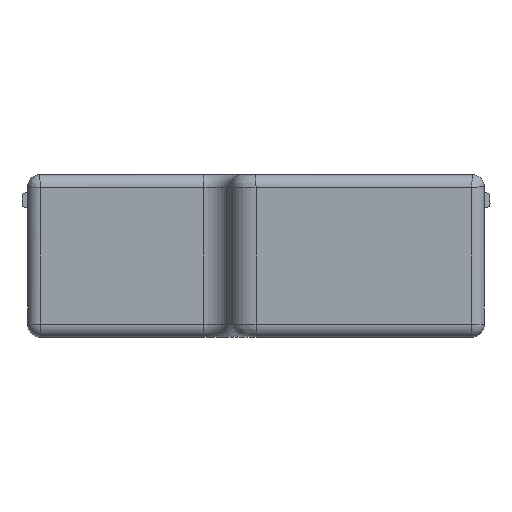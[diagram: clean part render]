
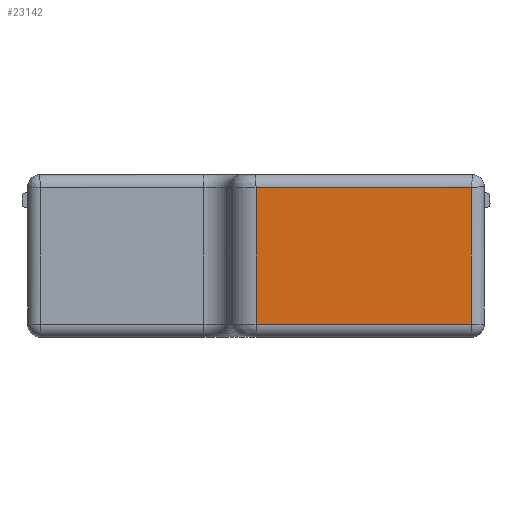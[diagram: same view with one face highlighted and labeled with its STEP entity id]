
A CAD part, left-side view. The second image highlights one B-rep face of the part: STEP entity #23142.
In plain terms, the highlighted planar face has unit normal (-1, 0, 0).
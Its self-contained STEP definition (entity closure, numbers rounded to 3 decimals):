
#1303=PLANE('',#24927);
#2486=FACE_OUTER_BOUND('',#3733,.T.);
#3733=EDGE_LOOP('',(#21725,#21726,#21727,#21728));
#6761=LINE('',#40908,#9448);
#6830=LINE('',#41353,#9517);
#6836=LINE('',#41385,#9523);
#6849=LINE('',#41449,#9536);
#9448=VECTOR('',#30709,10.);
#9517=VECTOR('',#30980,10.);
#9523=VECTOR('',#31010,10.);
#9536=VECTOR('',#31071,10.);
#11633=VERTEX_POINT('',#40884);
#11635=VERTEX_POINT('',#40906);
#11719=VERTEX_POINT('',#41343);
#11725=VERTEX_POINT('',#41381);
#14886=EDGE_CURVE('',#11635,#11633,#6761,.T.);
#15022=EDGE_CURVE('',#11633,#11719,#6830,.T.);
#15034=EDGE_CURVE('',#11719,#11725,#6836,.T.);
#15059=EDGE_CURVE('',#11725,#11635,#6849,.T.);
#21725=ORIENTED_EDGE('',*,*,#14886,.F.);
#21726=ORIENTED_EDGE('',*,*,#15059,.F.);
#21727=ORIENTED_EDGE('',*,*,#15034,.F.);
#21728=ORIENTED_EDGE('',*,*,#15022,.F.);
#23142=ADVANCED_FACE('',(#2486),#1303,.T.);
#24927=AXIS2_PLACEMENT_3D('',#41470,#31105,#31106);
#30709=DIRECTION('',(0.,-1.,0.));
#30980=DIRECTION('',(0.,0.,-1.));
#31010=DIRECTION('',(0.,1.,0.));
#31071=DIRECTION('',(0.,0.,1.));
#31105=DIRECTION('center_axis',(-1.,0.,0.));
#31106=DIRECTION('ref_axis',(0.,1.,0.));
#40884=CARTESIAN_POINT('',(-2.25,-1.25,9.97));
#40906=CARTESIAN_POINT('',(-2.25,15.25,9.97));
#40908=CARTESIAN_POINT('',(-2.25,6.5,9.97));
#41343=CARTESIAN_POINT('',(-2.25,-1.25,-0.5));
#41353=CARTESIAN_POINT('',(-2.25,-1.25,-0.5));
#41381=CARTESIAN_POINT('',(-2.25,15.25,-0.5));
#41385=CARTESIAN_POINT('',(-2.25,6.5,-0.5));
#41449=CARTESIAN_POINT('',(-2.25,15.25,-0.5));
#41470=CARTESIAN_POINT('Origin',(-2.25,-2.25,-0.5));
